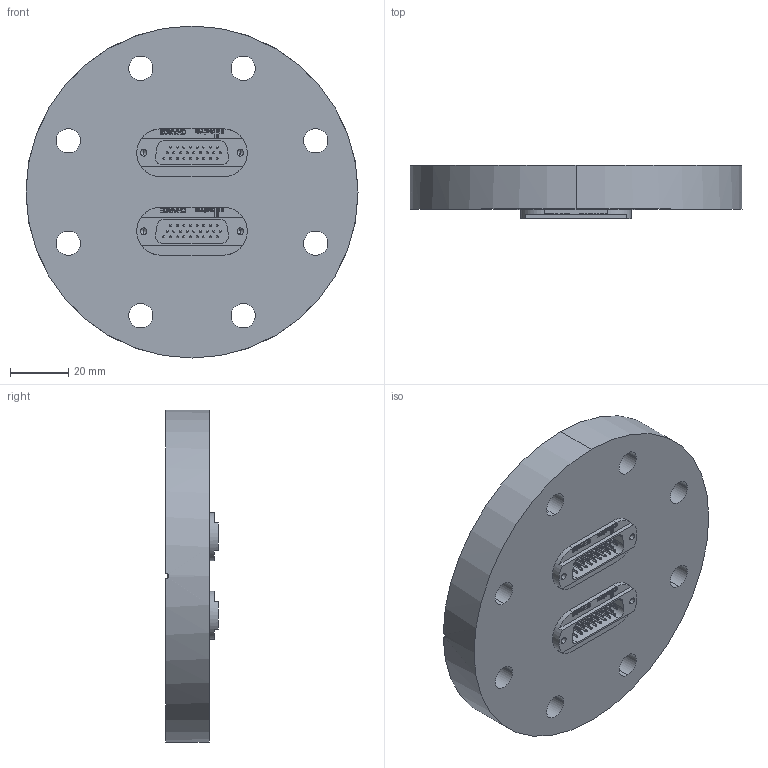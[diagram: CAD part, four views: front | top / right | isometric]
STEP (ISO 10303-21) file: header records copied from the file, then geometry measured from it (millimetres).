
FILE_DESCRIPTION (( 'STEP AP214' ), '1' );
FILE_NAME ('210-HD26-C63-2.step', '2025-02-17T20:30:21', ( '' ), ( '' ), 'SwSTEP 2.0', 'SolidWorks 2022', '' );
FILE_SCHEMA (( 'AUTOMOTIVE_DESIGN' ));
Length unit declared in the file: millimetre
Products named in the file (5): 9218-HDX-SS_26pol.0,7 mm Logo; 9210-D15-C63-2_DN63; 9210-PIN-FENI-0.7_vergoldet; 210-HD26-C63-2; 218-HDX-SS_218-HD26-SS
Assembly tree (30 placements, depth 3):
  210-HD26-C63-2
    9210-D15-C63-2_DN63
    218-HDX-SS_218-HD26-SS  x2
      9218-HDX-SS_26pol.0,7 mm Logo
      9210-PIN-FENI-0.7_vergoldet
Bounding box: 114.3 x 18.2 x 114.3 mm (x, y, z)
Volume: 137243.5 mm3; surface area: 38916.4 mm2
Topology: 55 solids, 55 shells, 840 faces, 2342 edges, 1544 vertices
Faces by surface type: cylinder 366, plane 292, sphere 104, bspline 54, cone 20, torus 4
Entity records: 12905 total; most frequent: CARTESIAN_POINT 3717, DIRECTION 1845, ORIENTED_EDGE 1818, EDGE_CURVE 909, AXIS2_PLACEMENT_3D 648, VERTEX_POINT 602, LINE 549, VECTOR 549
